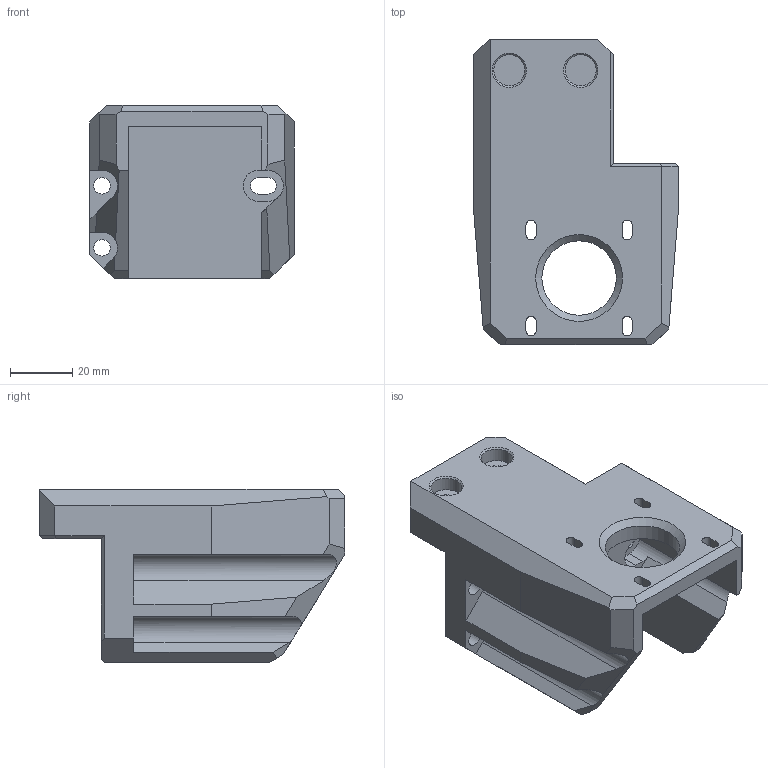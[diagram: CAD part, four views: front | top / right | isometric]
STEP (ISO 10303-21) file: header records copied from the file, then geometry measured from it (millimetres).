
FILE_DESCRIPTION(/* description */ ('STEP AP214'),/* implementation_level */ '2;1');
FILE_NAME(/* name */ '6040a7386465bd15816da552',/* time_stamp */ '2021-03-04T09:24:09+00:00',/* author */ (''),/* organization */ (''),/* preprocessor_version */ 'ST-DEVELOPER v18.1',/* originating_system */ ' ',/* authorisation */ ' ');
FILE_SCHEMA (('AUTOMOTIVE_DESIGN {1 0 10303 214 3 1 1}'));
Length unit declared in the file: metre
Products named in the file (1): z_motor_back
Bounding box: 66 x 98.5 x 56 mm (x, y, z)
Volume: 146411.4 mm3; surface area: 30698.4 mm2
Topology: 1 solids, 1 shells, 99 faces, 267 edges, 174 vertices
Faces by surface type: plane 75, cylinder 21, cone 3
Full cylindrical faces by diameter (mm): 5.3 x4, 10 x2, 24 x1
Entity records: 3049 total; most frequent: CARTESIAN_POINT 523, ORIENTED_EDGE 506, DIRECTION 501, EDGE_CURVE 253, LINE 205, VECTOR 205, VERTEX_POINT 170, AXIS2_PLACEMENT_3D 148
